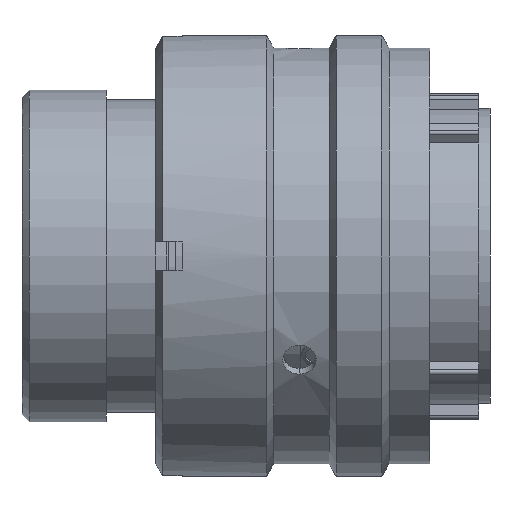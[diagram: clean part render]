
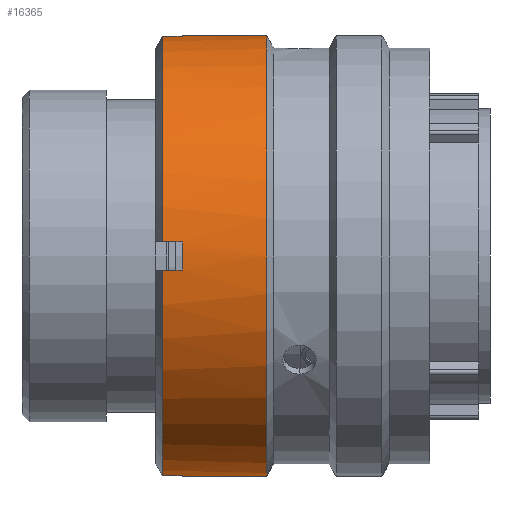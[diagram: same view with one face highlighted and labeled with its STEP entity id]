
A CAD part, front view. The second image highlights one B-rep face of the part: STEP entity #16365.
In plain terms, the highlighted cylindrical face has radius 15.7 mm (diameter 31.4 mm), a partial arc.
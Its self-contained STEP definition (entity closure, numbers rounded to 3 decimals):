
#659 = CARTESIAN_POINT ( 'NONE',  ( 11.42, 0., 0. ) ) ;
#1091 = EDGE_CURVE ( 'NONE', #28657, #35124, #14648, .T. ) ;
#2683 = EDGE_CURVE ( 'NONE', #18623, #28657, #36927, .T. ) ;
#3408 = CARTESIAN_POINT ( 'NONE',  ( 11.42, -15.668, -1. ) ) ;
#4729 = ORIENTED_EDGE ( 'NONE', *, *, #43992, .T. ) ;
#5280 = CYLINDRICAL_SURFACE ( 'NONE', #46584, 15.7 ) ;
#6052 = DIRECTION ( 'NONE',  ( 1., 0., 0. ) ) ;
#6603 = LINE ( 'NONE', #27155, #38874 ) ;
#8479 = CARTESIAN_POINT ( 'NONE',  ( 11.42, -1., 15.668 ) ) ;
#9446 = DIRECTION ( 'NONE',  ( 0., 0., 1. ) ) ;
#10566 = VERTEX_POINT ( 'NONE', #19573 ) ;
#13517 = EDGE_CURVE ( 'NONE', #35124, #27521, #14883, .T. ) ;
#13749 = EDGE_CURVE ( 'NONE', #27138, #42888, #40530, .T. ) ;
#13843 = CARTESIAN_POINT ( 'NONE',  ( 29.07, -15.668, -1. ) ) ;
#14585 = VECTOR ( 'NONE', #27183, 1000. ) ;
#14648 = LINE ( 'NONE', #36020, #37771 ) ;
#14883 = CIRCLE ( 'NONE', #48504, 15.7 ) ;
#15287 = CARTESIAN_POINT ( 'NONE',  ( 11.42, -1., -15.668 ) ) ;
#15328 = DIRECTION ( 'NONE',  ( 1., 0., 0. ) ) ;
#16365 = ADVANCED_FACE ( 'NONE', ( #54679 ), #5280, .T. ) ;
#17431 = CARTESIAN_POINT ( 'NONE',  ( 10.02, -15.668, 1. ) ) ;
#17554 = CARTESIAN_POINT ( 'NONE',  ( 11.42, 0., 0. ) ) ;
#17877 = ORIENTED_EDGE ( 'NONE', *, *, #28117, .T. ) ;
#18623 = VERTEX_POINT ( 'NONE', #33832 ) ;
#19191 = CIRCLE ( 'NONE', #34126, 15.7 ) ;
#19573 = CARTESIAN_POINT ( 'NONE',  ( 10.02, -15.668, -1. ) ) ;
#21957 = VERTEX_POINT ( 'NONE', #29104 ) ;
#22043 = DIRECTION ( 'NONE',  ( 1., 0., 0. ) ) ;
#22702 = CARTESIAN_POINT ( 'NONE',  ( 11.42, -15.668, 1. ) ) ;
#23214 = VERTEX_POINT ( 'NONE', #22702 ) ;
#23658 = CARTESIAN_POINT ( 'NONE',  ( 11.42, 0., 0. ) ) ;
#26118 = CIRCLE ( 'NONE', #53559, 15.7 ) ;
#26282 = DIRECTION ( 'NONE',  ( 0., 0., -1. ) ) ;
#26306 = ORIENTED_EDGE ( 'NONE', *, *, #49491, .T. ) ;
#26717 = VECTOR ( 'NONE', #43368, 1000. ) ;
#27138 = VERTEX_POINT ( 'NONE', #38005 ) ;
#27155 = CARTESIAN_POINT ( 'NONE',  ( 29.07, -15.668, 1. ) ) ;
#27183 = DIRECTION ( 'NONE',  ( 1., 0., 0. ) ) ;
#27200 = CARTESIAN_POINT ( 'NONE',  ( 29.07, 0., -15.7 ) ) ;
#27521 = VERTEX_POINT ( 'NONE', #17431 ) ;
#27692 = DIRECTION ( 'NONE',  ( 1., 0., 0. ) ) ;
#28117 = EDGE_CURVE ( 'NONE', #23214, #30887, #26118, .T. ) ;
#28399 = EDGE_CURVE ( 'NONE', #18623, #27138, #51833, .T. ) ;
#28657 = VERTEX_POINT ( 'NONE', #8479 ) ;
#28852 = EDGE_LOOP ( 'NONE', ( #53189, #42282, #47867, #50578, #4729, #17877, #31222, #26306, #35736, #38443, #46240, #47735 ) ) ;
#29104 = CARTESIAN_POINT ( 'NONE',  ( 11.42, 0., -15.7 ) ) ;
#29343 = DIRECTION ( 'NONE',  ( 0., 0., 1. ) ) ;
#30578 = EDGE_CURVE ( 'NONE', #34357, #51832, #42946, .T. ) ;
#30750 = CARTESIAN_POINT ( 'NONE',  ( 17.44, 0., -15.7 ) ) ;
#30887 = VERTEX_POINT ( 'NONE', #3408 ) ;
#31222 = ORIENTED_EDGE ( 'NONE', *, *, #46556, .T. ) ;
#31390 = AXIS2_PLACEMENT_3D ( 'NONE', #23658, #27692, #32666 ) ;
#32666 = DIRECTION ( 'NONE',  ( 0., 0., 1. ) ) ;
#32947 = DIRECTION ( 'NONE',  ( 1., 0., 0. ) ) ;
#33832 = CARTESIAN_POINT ( 'NONE',  ( 11.42, 0., 15.7 ) ) ;
#34126 = AXIS2_PLACEMENT_3D ( 'NONE', #659, #46336, #29343 ) ;
#34357 = VERTEX_POINT ( 'NONE', #37814 ) ;
#34533 = LINE ( 'NONE', #27200, #52367 ) ;
#34803 = AXIS2_PLACEMENT_3D ( 'NONE', #43855, #6052, #39756 ) ;
#35124 = VERTEX_POINT ( 'NONE', #49652 ) ;
#35736 = ORIENTED_EDGE ( 'NONE', *, *, #30578, .T. ) ;
#35968 = LINE ( 'NONE', #13843, #26717 ) ;
#36020 = CARTESIAN_POINT ( 'NONE',  ( 29.07, -1., 15.668 ) ) ;
#36187 = DIRECTION ( 'NONE',  ( -1., 0., 0. ) ) ;
#36631 = VECTOR ( 'NONE', #15328, 1000. ) ;
#36927 = CIRCLE ( 'NONE', #31390, 15.7 ) ;
#37578 = EDGE_CURVE ( 'NONE', #51832, #21957, #19191, .T. ) ;
#37586 = DIRECTION ( 'NONE',  ( 0., 0., -1. ) ) ;
#37771 = VECTOR ( 'NONE', #36187, 1000. ) ;
#37814 = CARTESIAN_POINT ( 'NONE',  ( 10.02, -1., -15.668 ) ) ;
#38005 = CARTESIAN_POINT ( 'NONE',  ( 17.44, 0., 15.7 ) ) ;
#38443 = ORIENTED_EDGE ( 'NONE', *, *, #37578, .T. ) ;
#38589 = DIRECTION ( 'NONE',  ( 1., 0., 0. ) ) ;
#38874 = VECTOR ( 'NONE', #52632, 1000. ) ;
#39756 = DIRECTION ( 'NONE',  ( 0., 0., -1. ) ) ;
#40408 = CARTESIAN_POINT ( 'NONE',  ( 29.07, 0., 15.7 ) ) ;
#40530 = CIRCLE ( 'NONE', #34803, 15.7 ) ;
#42282 = ORIENTED_EDGE ( 'NONE', *, *, #2683, .T. ) ;
#42570 = DIRECTION ( 'NONE',  ( 0., 0., -1. ) ) ;
#42888 = VERTEX_POINT ( 'NONE', #30750 ) ;
#42946 = LINE ( 'NONE', #43470, #14585 ) ;
#43120 = CARTESIAN_POINT ( 'NONE',  ( 29.07, 0., 0. ) ) ;
#43368 = DIRECTION ( 'NONE',  ( -1., 0., 0. ) ) ;
#43470 = CARTESIAN_POINT ( 'NONE',  ( 29.07, -1., -15.668 ) ) ;
#43855 = CARTESIAN_POINT ( 'NONE',  ( 17.44, 0., 0. ) ) ;
#43992 = EDGE_CURVE ( 'NONE', #27521, #23214, #6603, .T. ) ;
#44582 = DIRECTION ( 'NONE',  ( 1., 0., 0. ) ) ;
#45337 = CARTESIAN_POINT ( 'NONE',  ( 10.02, 0., 0. ) ) ;
#46240 = ORIENTED_EDGE ( 'NONE', *, *, #47232, .T. ) ;
#46336 = DIRECTION ( 'NONE',  ( 1., 0., 0. ) ) ;
#46406 = CARTESIAN_POINT ( 'NONE',  ( 10.02, 0., 0. ) ) ;
#46556 = EDGE_CURVE ( 'NONE', #30887, #10566, #35968, .T. ) ;
#46578 = CIRCLE ( 'NONE', #53876, 15.7 ) ;
#46584 = AXIS2_PLACEMENT_3D ( 'NONE', #43120, #22043, #26282 ) ;
#47232 = EDGE_CURVE ( 'NONE', #21957, #42888, #34533, .T. ) ;
#47735 = ORIENTED_EDGE ( 'NONE', *, *, #13749, .F. ) ;
#47867 = ORIENTED_EDGE ( 'NONE', *, *, #1091, .T. ) ;
#48504 = AXIS2_PLACEMENT_3D ( 'NONE', #46406, #50637, #42570 ) ;
#49491 = EDGE_CURVE ( 'NONE', #10566, #34357, #46578, .T. ) ;
#49652 = CARTESIAN_POINT ( 'NONE',  ( 10.02, -1., 15.668 ) ) ;
#50578 = ORIENTED_EDGE ( 'NONE', *, *, #13517, .T. ) ;
#50637 = DIRECTION ( 'NONE',  ( 1., 0., 0. ) ) ;
#51832 = VERTEX_POINT ( 'NONE', #15287 ) ;
#51833 = LINE ( 'NONE', #40408, #36631 ) ;
#52367 = VECTOR ( 'NONE', #44582, 1000. ) ;
#52632 = DIRECTION ( 'NONE',  ( 1., 0., 0. ) ) ;
#53189 = ORIENTED_EDGE ( 'NONE', *, *, #28399, .F. ) ;
#53559 = AXIS2_PLACEMENT_3D ( 'NONE', #17554, #38589, #9446 ) ;
#53876 = AXIS2_PLACEMENT_3D ( 'NONE', #45337, #32947, #37586 ) ;
#54679 = FACE_OUTER_BOUND ( 'NONE', #28852, .T. ) ;
